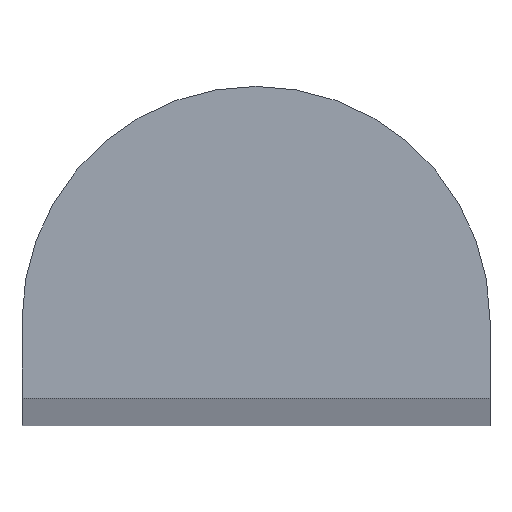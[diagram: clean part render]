
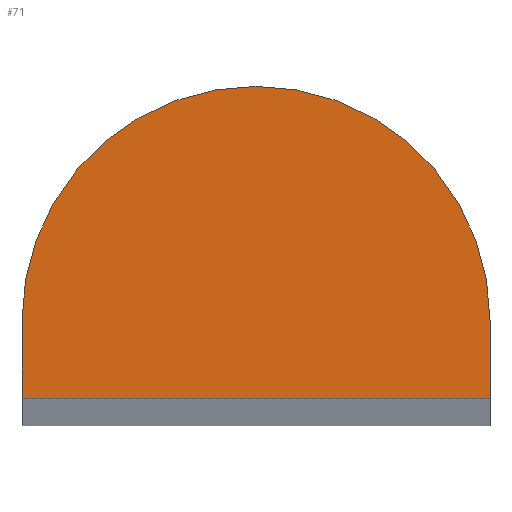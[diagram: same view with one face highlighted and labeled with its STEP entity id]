
A CAD part, top view. The second image highlights one B-rep face of the part: STEP entity #71.
In plain terms, the highlighted planar face has unit normal (0, 0, 1).
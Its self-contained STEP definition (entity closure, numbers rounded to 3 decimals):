
#10 = AXIS2_PLACEMENT_3D ( 'NONE', #160, #171, #166 ) ;
#12 = AXIS2_PLACEMENT_3D ( 'NONE', #176, #182, #183 ) ;
#34 = FACE_OUTER_BOUND ( 'NONE', #173, .T. ) ;
#36 = VECTOR ( 'NONE', #96, 1000. ) ;
#37 = VECTOR ( 'NONE', #163, 1000. ) ;
#41 = VECTOR ( 'NONE', #99, 1000. ) ;
#71 = ADVANCED_FACE ( 'NONE', ( #34 ), #177, .T. ) ;
#72 = CIRCLE ( 'NONE', #10, 15. ) ;
#76 = EDGE_CURVE ( 'NONE', #187, #186, #72, .T. ) ;
#79 = EDGE_CURVE ( 'NONE', #188, #187, #234, .T. ) ;
#83 = EDGE_CURVE ( 'NONE', #192, #188, #101, .T. ) ;
#84 = EDGE_CURVE ( 'NONE', #186, #192, #98, .T. ) ;
#96 = DIRECTION ( 'NONE',  ( 0., -1., 0. ) ) ;
#97 = CARTESIAN_POINT ( 'NONE',  ( -15., 0., 500. ) ) ;
#98 = LINE ( 'NONE', #97, #36 ) ;
#99 = DIRECTION ( 'NONE',  ( 1., 0., 0. ) ) ;
#100 = CARTESIAN_POINT ( 'NONE',  ( -15., 0., 500. ) ) ;
#101 = LINE ( 'NONE', #100, #41 ) ;
#111 = CARTESIAN_POINT ( 'NONE',  ( -15., 0., 500. ) ) ;
#114 = CARTESIAN_POINT ( 'NONE',  ( 15., 0., 500. ) ) ;
#115 = CARTESIAN_POINT ( 'NONE',  ( -15., 5., 500. ) ) ;
#116 = CARTESIAN_POINT ( 'NONE',  ( 15., 5., 500. ) ) ;
#160 = CARTESIAN_POINT ( 'NONE',  ( 0., 5., 500. ) ) ;
#163 = DIRECTION ( 'NONE',  ( 0., 1., 0. ) ) ;
#166 = DIRECTION ( 'NONE',  ( 1., 0., 0. ) ) ;
#171 = DIRECTION ( 'NONE',  ( 0., 0., 1. ) ) ;
#173 = EDGE_LOOP ( 'NONE', ( #201, #200, #199, #203 ) ) ;
#176 = CARTESIAN_POINT ( 'NONE',  ( 0., 5., 500. ) ) ;
#177 = PLANE ( 'NONE',  #12 ) ;
#182 = DIRECTION ( 'NONE',  ( 0., 0., 1. ) ) ;
#183 = DIRECTION ( 'NONE',  ( 1., 0., 0. ) ) ;
#186 = VERTEX_POINT ( 'NONE', #115 ) ;
#187 = VERTEX_POINT ( 'NONE', #116 ) ;
#188 = VERTEX_POINT ( 'NONE', #114 ) ;
#192 = VERTEX_POINT ( 'NONE', #111 ) ;
#197 = CARTESIAN_POINT ( 'NONE',  ( 15., 0., 500. ) ) ;
#199 = ORIENTED_EDGE ( 'NONE', *, *, #79, .T. ) ;
#200 = ORIENTED_EDGE ( 'NONE', *, *, #83, .T. ) ;
#201 = ORIENTED_EDGE ( 'NONE', *, *, #84, .T. ) ;
#203 = ORIENTED_EDGE ( 'NONE', *, *, #76, .T. ) ;
#234 = LINE ( 'NONE', #197, #37 ) ;
